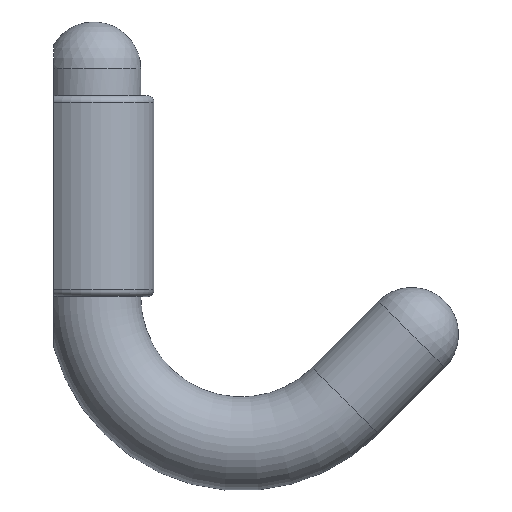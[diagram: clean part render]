
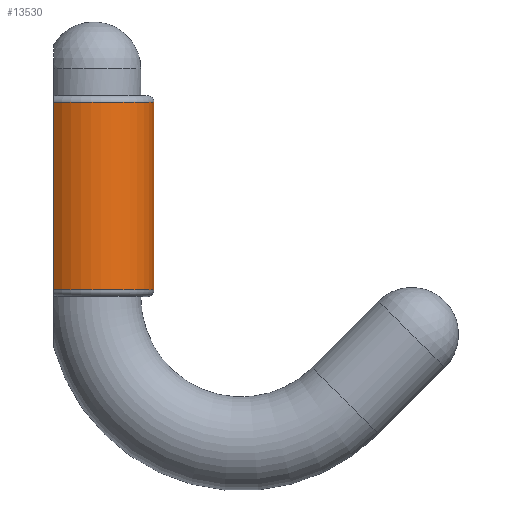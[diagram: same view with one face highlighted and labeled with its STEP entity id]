
A CAD part, top view. The second image highlights one B-rep face of the part: STEP entity #13530.
In plain terms, the highlighted cylindrical face has radius 9 mm (diameter 18 mm), a partial arc.
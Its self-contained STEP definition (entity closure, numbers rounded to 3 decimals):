
#10870=CARTESIAN_POINT('',(0.,30.,-6.708));
#10880=VERTEX_POINT('',#10870);
#11570=CARTESIAN_POINT('',(0.,30.,6.708));
#11580=VERTEX_POINT('',#11570);
#11610=CARTESIAN_POINT('',(6.,30.,0.));
#11620=DIRECTION('',(0.,1.,0.));
#11630=DIRECTION('',(1.,0.,0.));
#11640=AXIS2_PLACEMENT_3D('',#11610,#11620,#11630);
#11650=CIRCLE('',#11640,9.);
#11660=EDGE_CURVE('',#11580,#10880,#11650,.T.);
#12280=CARTESIAN_POINT('',(0.,58.,6.708));
#12290=VERTEX_POINT('',#12280);
#13040=CARTESIAN_POINT('',(0.,58.,-6.708));
#13050=VERTEX_POINT('',#13040);
#13080=CARTESIAN_POINT('',(6.,58.,0.));
#13090=DIRECTION('',(0.,1.,0.));
#13100=DIRECTION('',(1.,0.,0.));
#13110=AXIS2_PLACEMENT_3D('',#13080,#13090,#13100);
#13120=CIRCLE('',#13110,9.);
#13130=EDGE_CURVE('',#12290,#13050,#13120,.T.);
#13210=CARTESIAN_POINT('',(0.,44.,-6.708))
;
#13220=DIRECTION('',(0.,1.,0.));
#13230=VECTOR('',#13220,1.);
#13240=LINE('',#13210,#13230);
#13250=EDGE_CURVE('',#10880,#13050,#13240,.T.);
#13330=CARTESIAN_POINT('',(0.,44.,6.708));
#13340=DIRECTION('',(0.,1.,0.));
#13350=VECTOR('',#13340,1.);
#13360=LINE('',#13330,#13350);
#13370=EDGE_CURVE('',#11580,#12290,#13360,.T.);
#13420=CARTESIAN_POINT('',(6.,44.,0.));
#13430=DIRECTION('',(0.,1.,0.));
#13440=DIRECTION('',(1.,0.,0.));
#13450=AXIS2_PLACEMENT_3D('',#13420,#13430,#13440);
#13460=CYLINDRICAL_SURFACE('',#13450,9.);
#13470=ORIENTED_EDGE('',*,*,#13370,.F.);
#13480=ORIENTED_EDGE('',*,*,#13130,.F.);
#13490=ORIENTED_EDGE('',*,*,#13250,.T.);
#13500=ORIENTED_EDGE('',*,*,#11660,.T.);
#13510=EDGE_LOOP('',(#13500,#13490,#13480,#13470));
#13520=FACE_OUTER_BOUND('',#13510,.T.);
#13530=ADVANCED_FACE('',(#13520),#13460,.T.);
